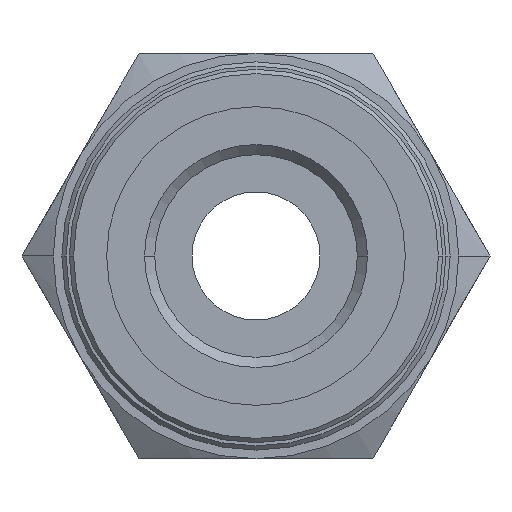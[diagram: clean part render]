
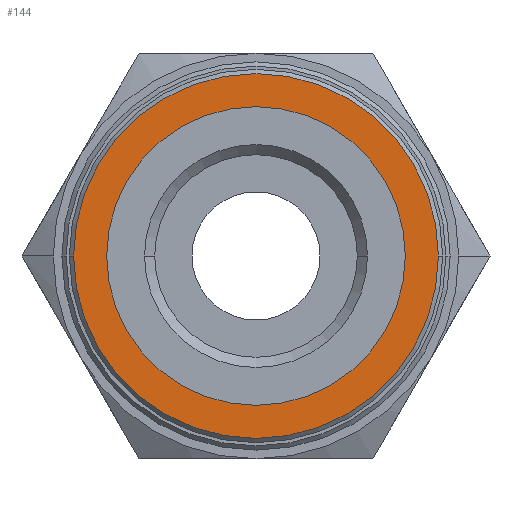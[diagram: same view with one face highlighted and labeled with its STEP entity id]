
A CAD part, front view. The second image highlights one B-rep face of the part: STEP entity #144.
In plain terms, the highlighted planar face has unit normal (0, -1, 0).
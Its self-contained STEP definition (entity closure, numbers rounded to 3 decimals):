
#144=ADVANCED_FACE('',(#322,#323),#324,.T.);
#322=FACE_BOUND('',#531,.T.);
#323=FACE_OUTER_BOUND('',#532,.T.);
#324=PLANE('',#533);
#531=EDGE_LOOP('',(#875,#876));
#532=EDGE_LOOP('',(#877,#878));
#533=AXIS2_PLACEMENT_3D('',#879,#880,#881);
#875=ORIENTED_EDGE('',*,*,#1296,.T.);
#876=ORIENTED_EDGE('',*,*,#1297,.T.);
#877=ORIENTED_EDGE('',*,*,#1245,.F.);
#878=ORIENTED_EDGE('',*,*,#1259,.F.);
#879=CARTESIAN_POINT('',(4.275,0.1,0.0));
#880=DIRECTION('',(0.,-1.0,0.0));
#881=DIRECTION('',(-1.0,0.,0.0));
#1245=EDGE_CURVE('',#1495,#1498,#1499,.T.);
#1259=EDGE_CURVE('',#1498,#1495,#1516,.T.);
#1296=EDGE_CURVE('',#1569,#1570,#1571,.T.);
#1297=EDGE_CURVE('',#1570,#1569,#1572,.T.);
#1495=VERTEX_POINT('',#1872);
#1498=VERTEX_POINT('',#1876);
#1499=CIRCLE('',#1877,8.55);
#1516=CIRCLE('',#1900,8.55);
#1569=VERTEX_POINT('',#1984);
#1570=VERTEX_POINT('',#1985);
#1571=CIRCLE('',#1986,7.0);
#1572=CIRCLE('',#1987,7.0);
#1872=CARTESIAN_POINT('',(8.55,0.1,0.0));
#1876=CARTESIAN_POINT('',(-8.55,0.1,0.));
#1877=AXIS2_PLACEMENT_3D('',#2233,#2234,#2235);
#1900=AXIS2_PLACEMENT_3D('',#2254,#2255,#2256);
#1984=CARTESIAN_POINT('',(-7.0,0.1,0.));
#1985=CARTESIAN_POINT('',(7.0,0.1,0.));
#1986=AXIS2_PLACEMENT_3D('',#2308,#2309,#2310);
#1987=AXIS2_PLACEMENT_3D('',#2311,#2312,#2313);
#2233=CARTESIAN_POINT('',(0.0,0.1,0.0));
#2234=DIRECTION('',(-0.0,1.0,0.0));
#2235=DIRECTION('',(1.0,0.0,0.0));
#2254=CARTESIAN_POINT('',(0.0,0.1,0.0));
#2255=DIRECTION('',(-0.0,1.0,0.0));
#2256=DIRECTION('',(1.0,0.0,0.0));
#2308=CARTESIAN_POINT('',(0.0,0.1,0.0));
#2309=DIRECTION('',(0.,1.0,0.0));
#2310=DIRECTION('',(1.0,0.,0.0));
#2311=CARTESIAN_POINT('',(0.0,0.1,0.0));
#2312=DIRECTION('',(0.,1.0,0.0));
#2313=DIRECTION('',(1.0,0.,0.0));
